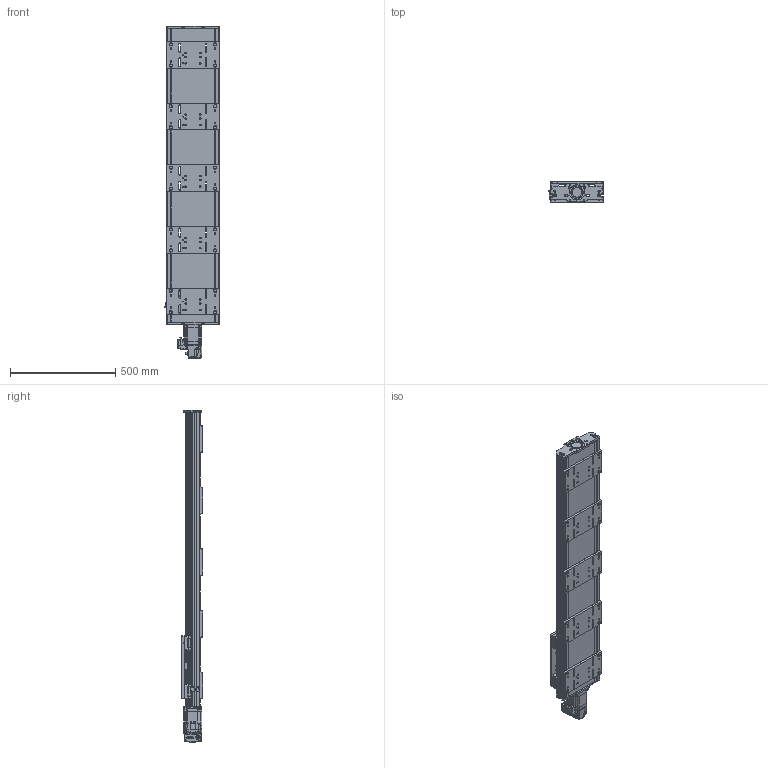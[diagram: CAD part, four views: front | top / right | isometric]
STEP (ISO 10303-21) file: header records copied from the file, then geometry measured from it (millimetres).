
FILE_DESCRIPTION (( 'STEP AP214' ), '1' );
FILE_NAME ('LRU_LRU1000x25-E01T11A.step', '2025-08-04T17:57:45', ( '' ), ( '' ), 'SwSTEP 2.0', 'SolidWorks 2019', '' );
FILE_SCHEMA (( 'AUTOMOTIVE_DESIGN' ));
Length unit declared in the file: millimetre
Products named in the file (7): LRU_carriage^LRU_250; LC40_carriage^LRU; LRU_base^LRU_LRU1000x25; LRU_LRU1000x25-E01T11A; NMS34_motor^LRU_LRU; NMS23_sensor^LRU; AP187^LRU
Assembly tree (9 placements, depth 2):
  LRU_LRU1000x25-E01T11A
    LRU_base^LRU_LRU1000x25
    LRU_carriage^LRU_250
    NMS34_motor^LRU_LRU
    LC40_carriage^LRU  x4
    NMS23_sensor^LRU
    AP187^LRU
Bounding box: 259.25 x 100 x 1580.55 mm (x, y, z)
Volume: 10247560.4 mm3; surface area: 2849827.8 mm2
Topology: 196 solids, 196 shells, 3522 faces, 8639 edges, 5730 vertices
Faces by surface type: plane 2099, cylinder 1306, cone 51, bspline 48, sphere 12, torus 6
Entity records: 86350 total; most frequent: CARTESIAN_POINT 15593, DIRECTION 14280, ORIENTED_EDGE 13552, EDGE_CURVE 6776, AXIS2_PLACEMENT_3D 4981, VERTEX_POINT 4488, VECTOR 4318, LINE 4318
